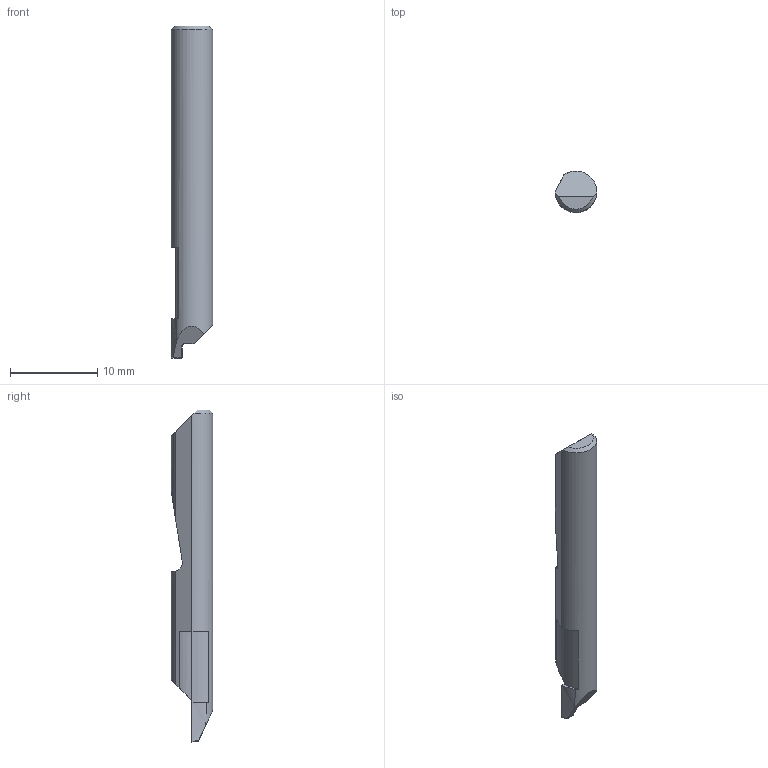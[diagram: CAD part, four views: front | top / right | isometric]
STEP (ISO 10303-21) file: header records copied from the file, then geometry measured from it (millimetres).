
FILE_DESCRIPTION (( 'STEP AP214' ), '1' );
FILE_NAME ('Micro_QFGC3-187-050-050X.STEP', '2021-09-09T14:38:03', ( '' ), ( '' ), 'SwSTEP 2.0', 'SolidWorks 2020', '' );
FILE_SCHEMA (( 'AUTOMOTIVE_DESIGN' ));
Length unit declared in the file: inch
Products named in the file (1): Micro_QFGC3-187-050-050X
Bounding box: 4.76 x 4.76 x 38.1 mm (x, y, z)
Volume: 558.5 mm3; surface area: 543.1 mm2
Topology: 1 solids, 1 shells, 27 faces, 73 edges, 48 vertices
Faces by surface type: plane 15, cylinder 9, cone 2, bspline 1
Entity records: 927 total; most frequent: CARTESIAN_POINT 275, ORIENTED_EDGE 146, DIRECTION 108, EDGE_CURVE 73, VERTEX_POINT 48, AXIS2_PLACEMENT_3D 36, VECTOR 36, LINE 36
